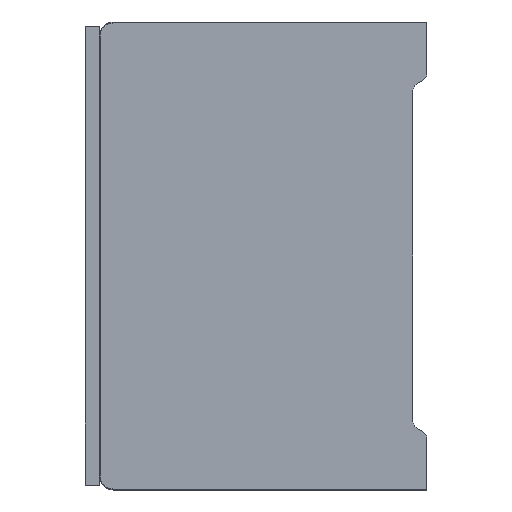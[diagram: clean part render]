
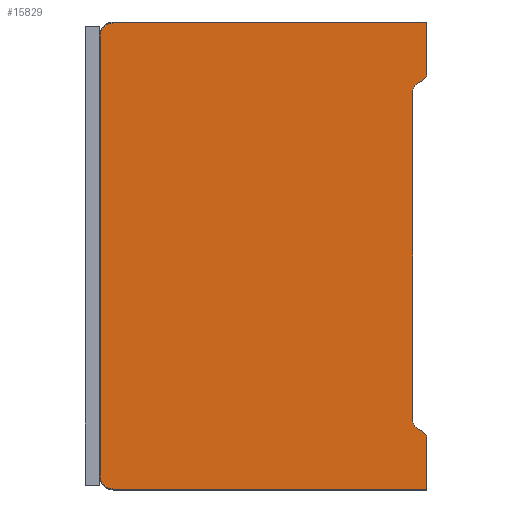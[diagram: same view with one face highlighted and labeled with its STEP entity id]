
A CAD part, left-side view. The second image highlights one B-rep face of the part: STEP entity #15829.
In plain terms, the highlighted planar face has unit normal (-1, 0, 0).
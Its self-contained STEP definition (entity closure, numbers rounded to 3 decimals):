
#3131=DIRECTION('',(0.,0.,1.));
#3132=VECTOR('',#3131,10.8);
#3133=CARTESIAN_POINT('',(0.,0.,-99.8));
#3134=LINE('',#3133,#3132);
#3151=DIRECTION('',(0.,0.,1.));
#3152=VECTOR('',#3151,70.226);
#3153=CARTESIAN_POINT('',(0.,3.,-85.113));
#3154=LINE('',#3153,#3152);
#3179=CARTESIAN_POINT('',(0.,67.,-97.));
#3180=DIRECTION('',(1.,0.,0.));
#3181=DIRECTION('',(0.,0.,-1.));
#3182=AXIS2_PLACEMENT_3D('',#3179,#3180,#3181);
#3184=CARTESIAN_POINT('',(0.,67.,-3.));
#3185=DIRECTION('',(1.,0.,0.));
#3186=DIRECTION('',(0.,1.,0.));
#3187=AXIS2_PLACEMENT_3D('',#3184,#3185,#3186);
#3189=CARTESIAN_POINT('',(0.,1.732,-11.));
#3190=DIRECTION('',(1.,0.,0.));
#3191=DIRECTION('',(0.,-1.,0.));
#3192=AXIS2_PLACEMENT_3D('',#3189,#3190,#3191);
#3194=DIRECTION('',(0.,0.866,-0.5));
#3195=VECTOR('',#3194,1.309);
#3196=CARTESIAN_POINT('',(0.,0.866,-12.5));
#3197=LINE('',#3196,#3195);
#3198=CARTESIAN_POINT('',(0.,1.,-14.887));
#3199=DIRECTION('',(-1.,0.,0.));
#3200=DIRECTION('',(0.,0.5,0.866));
#3201=AXIS2_PLACEMENT_3D('',#3198,#3199,#3200);
#3203=CARTESIAN_POINT('',(0.,1.,-85.113));
#3204=DIRECTION('',(-1.,0.,0.));
#3205=DIRECTION('',(0.,1.,0.));
#3206=AXIS2_PLACEMENT_3D('',#3203,#3204,#3205);
#3208=DIRECTION('',(0.,-0.866,-0.5));
#3209=VECTOR('',#3208,1.309);
#3210=CARTESIAN_POINT('',(0.,2.,
-86.845));
#3211=LINE('',#3210,#3209);
#3212=CARTESIAN_POINT('',(0.,1.732,-89.));
#3213=DIRECTION('',(1.,0.,0.));
#3214=DIRECTION('',(0.,-0.5,0.866));
#3215=AXIS2_PLACEMENT_3D('',#3212,#3213,#3214);
#3221=DIRECTION('',(0.,-1.,0.));
#3222=VECTOR('',#3221,67.);
#3223=CARTESIAN_POINT('',(0.,67.,
-99.8));
#3224=LINE('',#3223,#3222);
#3548=DIRECTION('',(0.,0.,1.));
#3549=VECTOR('',#3548,10.8);
#3550=CARTESIAN_POINT('',(0.,0.,-11.));
#3551=LINE('',#3550,#3549);
#3566=DIRECTION('',(0.,1.,0.));
#3567=VECTOR('',#3566,67.);
#3568=CARTESIAN_POINT('',(0.,0.,-0.2));
#3569=LINE('',#3568,#3567);
#3589=DIRECTION('',(0.,0.,-1.));
#3590=VECTOR('',#3589,94.);
#3591=CARTESIAN_POINT('',(0.,69.8,
-3.));
#3592=LINE('',#3591,#3590);
#10275=CARTESIAN_POINT('',(0.,67.,
-99.8));
#10276=CARTESIAN_POINT('',(0.,69.8,
-97.));
#10277=VERTEX_POINT('',#10275);
#10278=VERTEX_POINT('',#10276);
#10279=CARTESIAN_POINT('',(0.,0.,-99.8));
#10280=VERTEX_POINT('',#10279);
#10281=CARTESIAN_POINT('',(0.,69.8,
-3.));
#10282=VERTEX_POINT('',#10281);
#10283=CARTESIAN_POINT('',(0.,67.,
-0.2));
#10284=VERTEX_POINT('',#10283);
#10285=CARTESIAN_POINT('',(0.,0.,-0.2));
#10286=VERTEX_POINT('',#10285);
#10287=CARTESIAN_POINT('',(0.,0.,-11.));
#10288=VERTEX_POINT('',#10287);
#10289=CARTESIAN_POINT('',(0.,0.866,-12.5));
#10290=VERTEX_POINT('',#10289);
#10291=CARTESIAN_POINT('',(0.,2.,
-13.155));
#10292=VERTEX_POINT('',#10291);
#10293=CARTESIAN_POINT('',(0.,3.,-14.887));
#10294=VERTEX_POINT('',#10293);
#10295=CARTESIAN_POINT('',(0.,3.,-85.113));
#10296=VERTEX_POINT('',#10295);
#10297=CARTESIAN_POINT('',(0.,2.,
-86.845));
#10298=VERTEX_POINT('',#10297);
#10299=CARTESIAN_POINT('',(0.,0.866,-87.5));
#10300=VERTEX_POINT('',#10299);
#10301=CARTESIAN_POINT('',(0.,0.,-89.));
#10302=VERTEX_POINT('',#10301);
#15799=CARTESIAN_POINT('',(0.,34.9,-50.));
#15800=DIRECTION('',(1.,0.,0.));
#15801=DIRECTION('',(0.,0.,1.));
#15802=AXIS2_PLACEMENT_3D('',#15799,#15800,#15801);
#15803=PLANE('',#15802);
#15805=ORIENTED_EDGE('',*,*,#15804,.F.);
#15807=ORIENTED_EDGE('',*,*,#15806,.T.);
#15809=ORIENTED_EDGE('',*,*,#15808,.F.);
#15811=ORIENTED_EDGE('',*,*,#15810,.T.);
#15813=ORIENTED_EDGE('',*,*,#15812,.F.);
#15815=ORIENTED_EDGE('',*,*,#15814,.F.);
#15817=ORIENTED_EDGE('',*,*,#15816,.T.);
#15819=ORIENTED_EDGE('',*,*,#15818,.T.);
#15821=ORIENTED_EDGE('',*,*,#15820,.T.);
#15822=ORIENTED_EDGE('',*,*,#15778,.F.);
#15823=ORIENTED_EDGE('',*,*,#15767,.T.);
#15824=ORIENTED_EDGE('',*,*,#15752,.T.);
#15825=ORIENTED_EDGE('',*,*,#15737,.T.);
#15826=ORIENTED_EDGE('',*,*,#15722,.F.);
#15827=EDGE_LOOP('',(#15805,#15807,#15809,#15811,#15813,#15815,#15817,#15819,
#15821,#15822,#15823,#15824,#15825,#15826));
#15828=FACE_OUTER_BOUND('',#15827,.F.);
#3183=CIRCLE('',#3182,2.8);
#3188=CIRCLE('',#3187,2.8);
#3193=CIRCLE('',#3192,1.732);
#3202=CIRCLE('',#3201,2.);
#3207=CIRCLE('',#3206,2.);
#3216=CIRCLE('',#3215,1.732);
#15722=EDGE_CURVE('',#10280,#10302,#3134,.T.);
#15737=EDGE_CURVE('',#10300,#10302,#3216,.T.);
#15752=EDGE_CURVE('',#10298,#10300,#3211,.T.);
#15767=EDGE_CURVE('',#10296,#10298,#3207,.T.);
#15778=EDGE_CURVE('',#10296,#10294,#3154,.T.);
#15804=EDGE_CURVE('',#10277,#10280,#3224,.T.);
#15806=EDGE_CURVE('',#10277,#10278,#3183,.T.);
#15808=EDGE_CURVE('',#10282,#10278,#3592,.T.);
#15810=EDGE_CURVE('',#10282,#10284,#3188,.T.);
#15812=EDGE_CURVE('',#10286,#10284,#3569,.T.);
#15814=EDGE_CURVE('',#10288,#10286,#3551,.T.);
#15816=EDGE_CURVE('',#10288,#10290,#3193,.T.);
#15818=EDGE_CURVE('',#10290,#10292,#3197,.T.);
#15820=EDGE_CURVE('',#10292,#10294,#3202,.T.);
#15829=ADVANCED_FACE('',(#15828),#15803,.F.);
